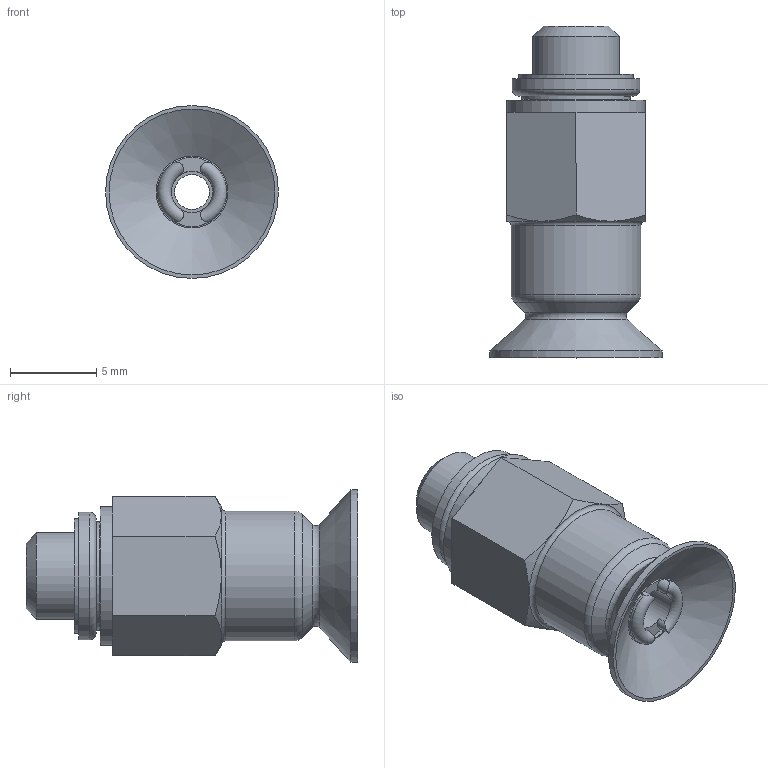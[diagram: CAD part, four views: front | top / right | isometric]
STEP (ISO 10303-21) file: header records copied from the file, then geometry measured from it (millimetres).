
FILE_DESCRIPTION(/* description */ ('STEP AP214'),/* implementation_level */ '2;1');
FILE_NAME(/* name */ '1469698_VAS-10-M5-PUR-B',/* time_stamp */ '2024-09-10T06:31:29+02:00',/* author */ ('License CC BY-ND 4.0'),/* organization */ ('CADENAS'),/* preprocessor_version */ 'ST-DEVELOPER v19.3',/* originating_system */ 'PARTsolutions',/* authorisation */ ' ');
FILE_SCHEMA (('AUTOMOTIVE_DESIGN {1 0 10303 214 3 1 1}'));
Length unit declared in the file: millimetre
Products named in the file (1): 1469698 VAS-10-M5-PUR-B
Bounding box: 10 x 19.2 x 10 mm (x, y, z)
Volume: 733.7 mm3; surface area: 791.3 mm2
Topology: 1 solids, 1 shells, 61 faces, 135 edges, 82 vertices
Faces by surface type: plane 22, cylinder 21, cone 11, torus 7
Full cylindrical faces by diameter (mm): 2 x1, 2.4 x1, 5 x1, 6.25 x1, 6.6 x1, 7.4 x1, 7.5 x1, 8 x1, 10 x1
Entity records: 2021 total; most frequent: CARTESIAN_POINT 322, DIRECTION 272, ORIENTED_EDGE 222, AXIS2_PLACEMENT_3D 119, EDGE_CURVE 111, EDGE_LOOP 88, FACE_BOUND 88, VERTEX_POINT 77
